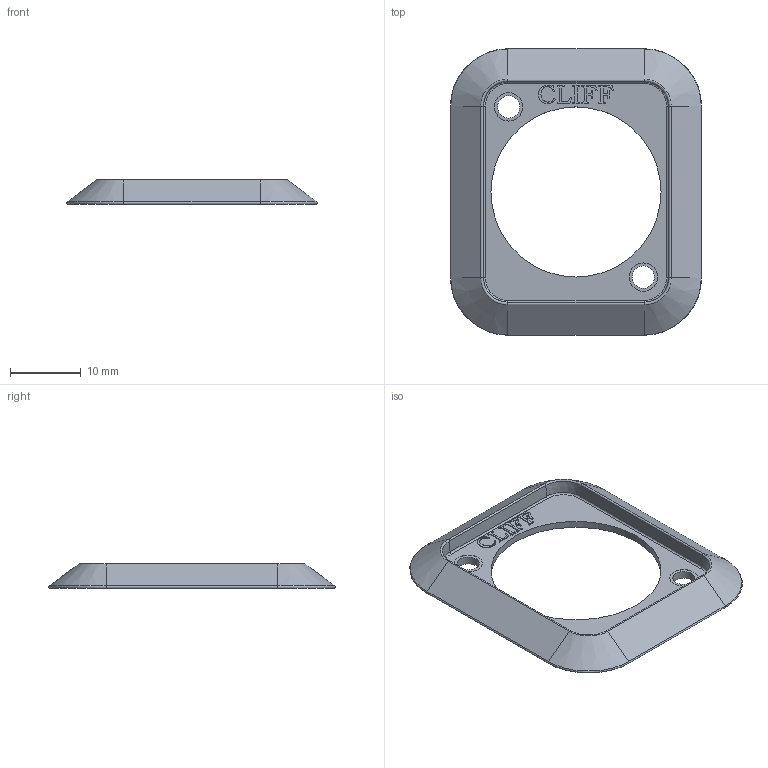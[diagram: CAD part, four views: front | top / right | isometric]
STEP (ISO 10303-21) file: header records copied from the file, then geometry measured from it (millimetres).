
FILE_DESCRIPTION(/* description */ (''),/* implementation_level */ '2;1');
FILE_NAME(/* name */ 'CP299906 yellow.stp',/* time_stamp */ '2025-04-17T08:33:21+01:00',/* author */ ('tottley'),/* organization */ (''),/* preprocessor_version */ 'ST-DEVELOPER v20',/* originating_system */ 'Autodesk Inventor 2025',/* authorisation */ '');
FILE_SCHEMA (('AUTOMOTIVE_DESIGN { 1 0 10303 214 3 1 1 }'));
Length unit declared in the file: millimetre
Products named in the file (1): CP299902 black
Bounding box: 35.39 x 40.39 x 3.5 mm (x, y, z)
Volume: 1304.7 mm3; surface area: 2323.9 mm2
Topology: 1 solids, 1 shells, 180 faces, 459 edges, 290 vertices
Faces by surface type: plane 95, bspline 34, cylinder 23, torus 16, cone 12
Full cylindrical faces by diameter (mm): 3.15 x2, 4 x4, 24 x1
Entity records: 6108 total; most frequent: CARTESIAN_POINT 1686, ORIENTED_EDGE 918, DIRECTION 763, EDGE_CURVE 459, LINE 313, VECTOR 313, VERTEX_POINT 290, AXIS2_PLACEMENT_3D 225
